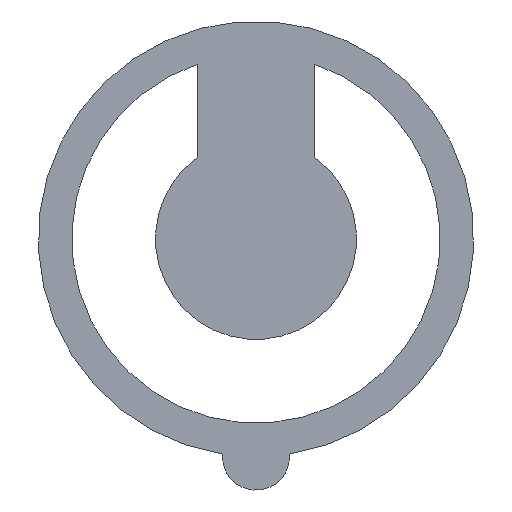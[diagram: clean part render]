
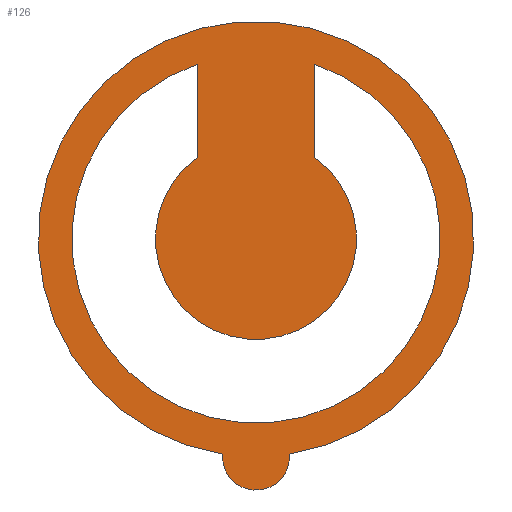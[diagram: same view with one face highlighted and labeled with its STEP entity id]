
A CAD part, front view. The second image highlights one B-rep face of the part: STEP entity #126.
In plain terms, the highlighted planar face has unit normal (0, -1, 0).
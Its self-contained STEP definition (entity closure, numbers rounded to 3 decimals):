
#1=DIRECTION('',(0.,0.,1.));
#2=VECTOR('',#1,2.777);
#3=CARTESIAN_POINT('',(-1.75,0.,2.437));
#4=LINE('',#3,#2);
#5=CARTESIAN_POINT('',(0.,0.,0.));
#6=DIRECTION('',(0.,-1.,0.));
#7=DIRECTION('',(-0.318,0.,0.948));
#8=AXIS2_PLACEMENT_3D('',#5,#6,#7);
#10=DIRECTION('',(0.,0.,-1.));
#11=VECTOR('',#10,2.777);
#12=CARTESIAN_POINT('',(1.75,0.,5.214));
#13=LINE('',#12,#11);
#14=CARTESIAN_POINT('',(0.,0.,0.));
#15=DIRECTION('',(0.,1.,0.));
#16=DIRECTION('',(0.583,0.,0.812));
#17=AXIS2_PLACEMENT_3D('',#14,#15,#16);
#19=CARTESIAN_POINT('',(0.,0.,-6.5));
#20=DIRECTION('',(0.,1.,0.));
#21=DIRECTION('',(0.997,0.,0.077));
#22=AXIS2_PLACEMENT_3D('',#19,#20,#21);
#24=CARTESIAN_POINT('',(0.,0.,0.));
#25=DIRECTION('',(0.,1.,0.));
#26=DIRECTION('',(-0.153,0.,-0.988));
#27=AXIS2_PLACEMENT_3D('',#24,#25,#26);
#81=CARTESIAN_POINT('',(-1.75,0.,2.437));
#82=CARTESIAN_POINT('',(-1.75,0.,5.214));
#83=VERTEX_POINT('',#81);
#84=VERTEX_POINT('',#82);
#85=CARTESIAN_POINT('',(1.75,0.,5.214));
#86=VERTEX_POINT('',#85);
#87=CARTESIAN_POINT('',(1.75,0.,2.437));
#88=VERTEX_POINT('',#87);
#97=CARTESIAN_POINT('',(0.997,0.,-6.423));
#98=CARTESIAN_POINT('',(-0.997,0.,-6.423));
#99=VERTEX_POINT('',#97);
#100=VERTEX_POINT('',#98);
#105=CARTESIAN_POINT('',(0.,0.,0.));
#106=DIRECTION('',(0.,1.,0.));
#107=DIRECTION('',(1.,0.,0.));
#108=AXIS2_PLACEMENT_3D('',#105,#106,#107);
#109=PLANE('',#108);
#111=ORIENTED_EDGE('',*,*,#110,.T.);
#113=ORIENTED_EDGE('',*,*,#112,.T.);
#114=EDGE_LOOP('',(#111,#113));
#115=FACE_OUTER_BOUND('',#114,.F.);
#117=ORIENTED_EDGE('',*,*,#116,.T.);
#119=ORIENTED_EDGE('',*,*,#118,.T.);
#121=ORIENTED_EDGE('',*,*,#120,.T.);
#123=ORIENTED_EDGE('',*,*,#122,.T.);
#124=EDGE_LOOP('',(#117,#119,#121,#123));
#125=FACE_BOUND('',#124,.F.);
#126=ADVANCED_FACE('',(#115,#125),#109,.F.);
#9=CIRCLE('',#8,5.5);
#18=CIRCLE('',#17,3.);
#23=CIRCLE('',#22,1.);
#28=CIRCLE('',#27,6.5);
#110=EDGE_CURVE('',#99,#100,#23,.T.);
#112=EDGE_CURVE('',#100,#99,#28,.T.);
#116=EDGE_CURVE('',#83,#84,#4,.T.);
#118=EDGE_CURVE('',#84,#86,#9,.T.);
#120=EDGE_CURVE('',#86,#88,#13,.T.);
#122=EDGE_CURVE('',#88,#83,#18,.T.);
